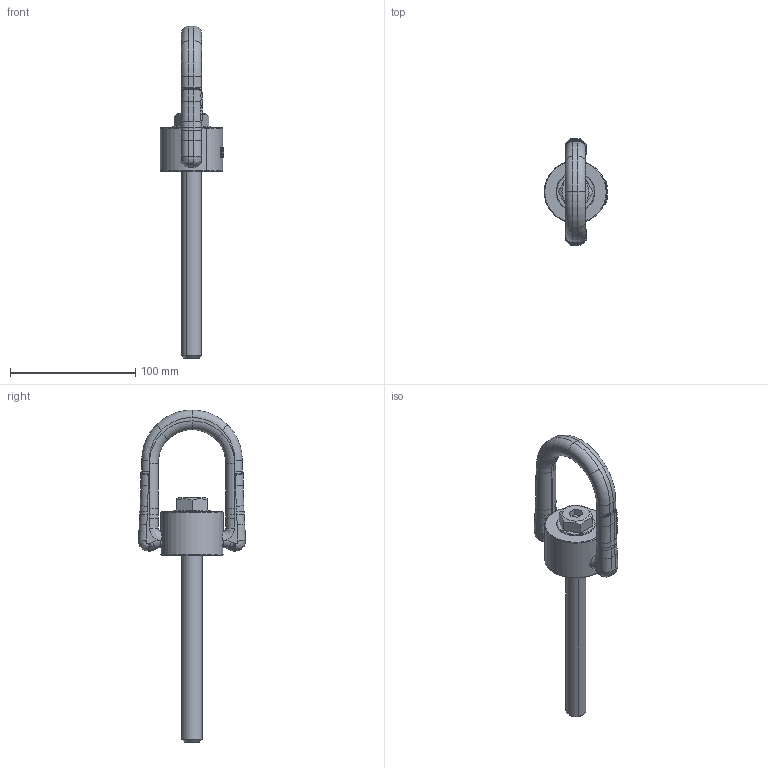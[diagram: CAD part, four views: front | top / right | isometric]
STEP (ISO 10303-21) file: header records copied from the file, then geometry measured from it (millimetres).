
FILE_DESCRIPTION(('CATIA V5 STEP Exchange'),'2;1');
FILE_NAME('8-231-020_185L.stp','2017-09-25T05:29:47+00:00',('none'),('none'),'CATIA Version 5 Release 21 GA (IN-10)','CATIA V5 STEP AP203','none');
FILE_SCHEMA(('CONFIG_CONTROL_DESIGN'));
Length unit declared in the file: millimetre
Products named in the file (1): 8-231-020
Bounding box: 50.79 x 85.53 x 265.19 mm (x, y, z)
Volume: 153559.3 mm3; surface area: 30276.7 mm2
Topology: 1 solids, 1 shells, 428 faces, 1168 edges, 747 vertices
Faces by surface type: plane 263, cylinder 88, torus 41, bspline 12, cone 10, revolution 8, extrusion 6
Entity records: 15287 total; most frequent: CARTESIAN_POINT 5545, ORIENTED_EDGE 2328, DIRECTION 1472, EDGE_CURVE 1164, VERTEX_POINT 747, VECTOR 564, LINE 558, AXIS2_PLACEMENT_3D 545
